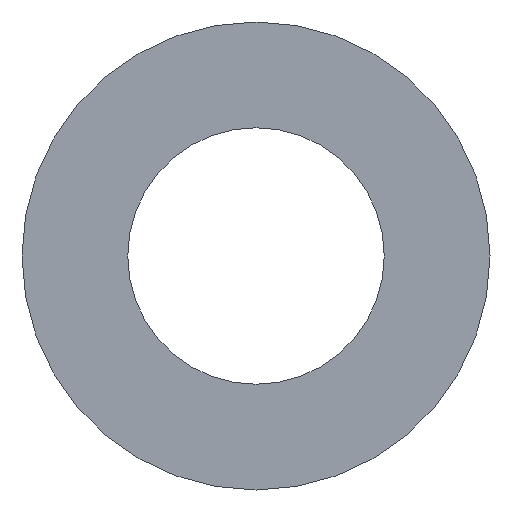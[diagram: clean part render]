
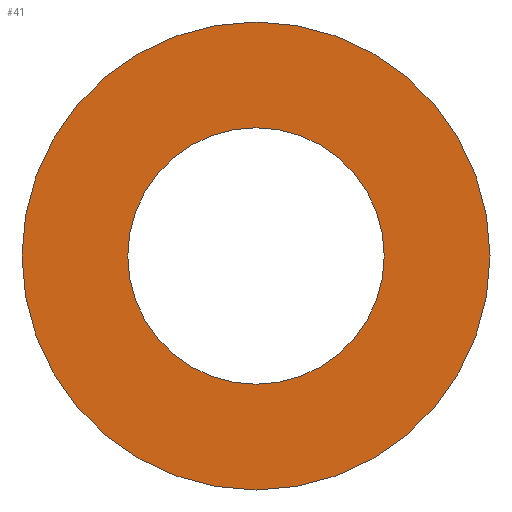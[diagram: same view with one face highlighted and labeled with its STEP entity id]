
A CAD part, left-side view. The second image highlights one B-rep face of the part: STEP entity #41.
In plain terms, the highlighted planar face has unit normal (-1, 0, 0).
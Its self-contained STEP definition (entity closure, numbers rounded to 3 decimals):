
#41 = ADVANCED_FACE( '', ( #82, #83 ), #84, .T. );
#82 = FACE_BOUND( '', #117, .T. );
#83 = FACE_OUTER_BOUND( '', #118, .T. );
#84 = PLANE( '', #119 );
#117 = EDGE_LOOP( '', ( #156 ) );
#118 = EDGE_LOOP( '', ( #157 ) );
#119 = AXIS2_PLACEMENT_3D( '', #158, #159, #160 );
#156 = ORIENTED_EDGE( '', *, *, #174, .T. );
#157 = ORIENTED_EDGE( '', *, *, #176, .F. );
#158 = CARTESIAN_POINT( '', ( -181.5, 0., 106. ) );
#159 = DIRECTION( '', ( -1., 0., 0. ) );
#160 = DIRECTION( '', ( 0., 0., 1. ) );
#174 = EDGE_CURVE( '', #192, #192, #193, .T. );
#176 = EDGE_CURVE( '', #195, #195, #196, .T. );
#192 = VERTEX_POINT( '', #213 );
#193 = CIRCLE( '', #214, 58.1 );
#195 = VERTEX_POINT( '', #216 );
#196 = CIRCLE( '', #217, 106. );
#213 = CARTESIAN_POINT( '', ( -181.5, 0., -58.1 ) );
#214 = AXIS2_PLACEMENT_3D( '', #235, #236, #237 );
#216 = CARTESIAN_POINT( '', ( -181.5, 0., -106. ) );
#217 = AXIS2_PLACEMENT_3D( '', #238, #239, #240 );
#235 = CARTESIAN_POINT( '', ( -181.5, 0., 0. ) );
#236 = DIRECTION( '', ( 1., 0., 0. ) );
#237 = DIRECTION( '', ( 0., 0., -1. ) );
#238 = CARTESIAN_POINT( '', ( -181.5, 0., 0. ) );
#239 = DIRECTION( '', ( 1., 0., 0. ) );
#240 = DIRECTION( '', ( 0., 0., -1. ) );
